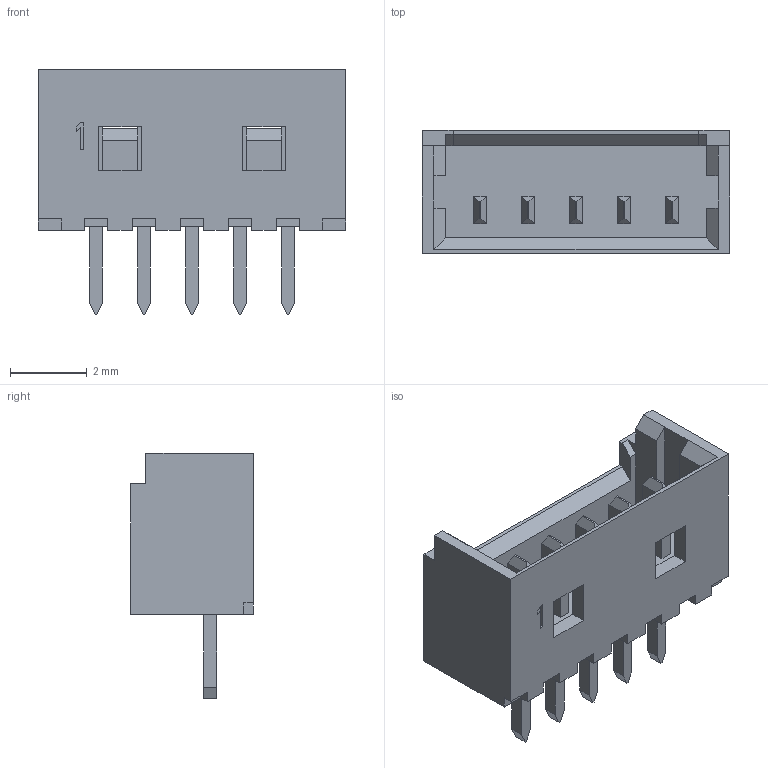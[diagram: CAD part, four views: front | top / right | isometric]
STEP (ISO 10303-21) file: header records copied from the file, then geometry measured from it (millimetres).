
FILE_DESCRIPTION((''),'2;1');
FILE_NAME('MOLEX_53047-0510.stp','2013-03-12T13:22:51',(''),(''),'Mechanical Desktop 2011','Mechanical Desktop 2011',', , ');
FILE_SCHEMA(('AUTOMOTIVE_DESIGN { 1 2 10303 214 1 1 1 1 }'));
Length unit declared in the file: millimetre
Products named in the file (1): Product
Bounding box: 8 x 3.2 x 6.4 mm (x, y, z)
Volume: 54.1 mm3; surface area: 222.3 mm2
Topology: 11 solids, 11 shells, 186 faces, 463 edges, 300 vertices
Faces by surface type: plane 126, bspline 60
Entity records: 5429 total; most frequent: CARTESIAN_POINT 1130, ORIENTED_EDGE 926, DIRECTION 717, VECTOR 463, LINE 463, EDGE_CURVE 463, VERTEX_POINT 300, EDGE_LOOP 191
